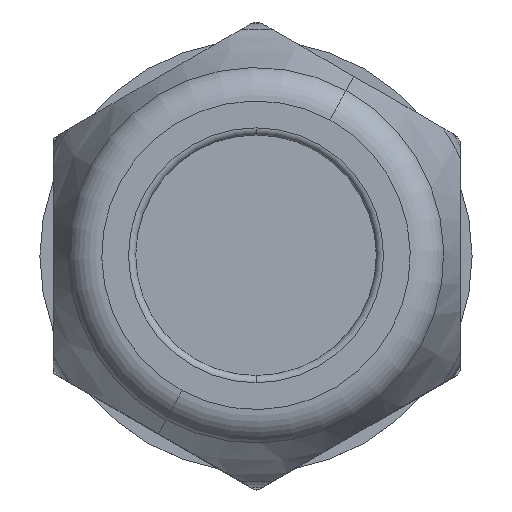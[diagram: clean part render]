
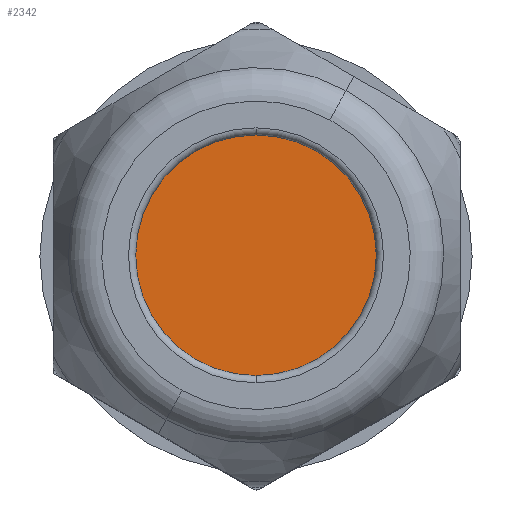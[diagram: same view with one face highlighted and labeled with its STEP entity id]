
A CAD part, top view. The second image highlights one B-rep face of the part: STEP entity #2342.
In plain terms, the highlighted planar face has unit normal (0, 0, 1).
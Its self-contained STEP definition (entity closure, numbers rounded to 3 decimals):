
#2294=AXIS2_PLACEMENT_3D('Circle Axis2P3D',#2292,#2293,$) ;
#2313=AXIS2_PLACEMENT_3D('Circle Axis2P3D',#2311,#2312,$) ;
#2336=AXIS2_PLACEMENT_3D('Plane Axis2P3D',#2333,#2334,#2335) ;
#2289=CARTESIAN_POINT('Vertex',(34.02,8.365,53.7)) ;
#2292=CARTESIAN_POINT('Axis2P3D Location',(24.25,26.25,53.7)) ;
#2296=CARTESIAN_POINT('Vertex',(14.48,44.134,53.7)) ;
#2311=CARTESIAN_POINT('Axis2P3D Location',(24.25,26.25,53.7)) ;
#2333=CARTESIAN_POINT('Axis2P3D Location',(24.25,26.25,53.7)) ;
#2293=DIRECTION('Axis2P3D Direction',(0.,0.,-1.)) ;
#2312=DIRECTION('Axis2P3D Direction',(0.,0.,-1.)) ;
#2334=DIRECTION('Axis2P3D Direction',(0.,0.,1.)) ;
#2335=DIRECTION('Axis2P3D XDirection',(1.,0.,0.)) ;
#2339=ORIENTED_EDGE('',*,*,#2315,.T.) ;
#2340=ORIENTED_EDGE('',*,*,#2298,.T.) ;
#2342=ADVANCED_FACE('Sealing',(#2341),#2337,.T.) ;
#2295=CIRCLE('generated circle',#2294,20.379) ;
#2314=CIRCLE('generated circle',#2313,20.379) ;
#2298=EDGE_CURVE('',#2297,#2290,#2295,.F.) ;
#2315=EDGE_CURVE('',#2290,#2297,#2314,.F.) ;
#2338=EDGE_LOOP('',(#2339,#2340)) ;
#2341=FACE_OUTER_BOUND('',#2338,.T.) ;
#2337=PLANE('',#2336) ;
#2290=VERTEX_POINT('',#2289) ;
#2297=VERTEX_POINT('',#2296) ;
